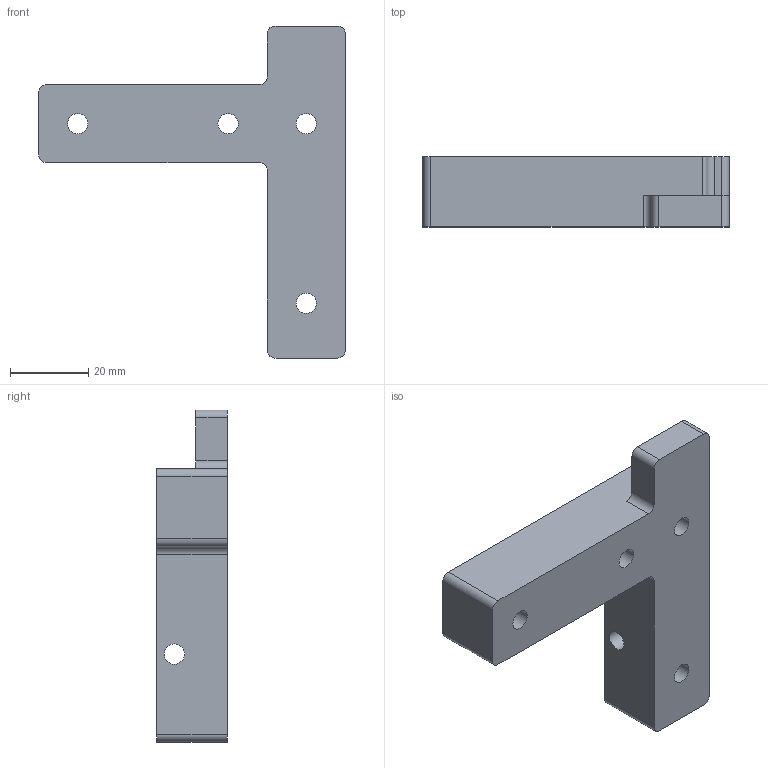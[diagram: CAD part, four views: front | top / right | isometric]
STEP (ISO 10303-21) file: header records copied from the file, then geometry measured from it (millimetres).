
FILE_DESCRIPTION(/* description */ (''),/* implementation_level */ '2;1');
FILE_NAME(/* name */ 'motor_corner_bracket_spacer_Right Motor Corner Bracket Spacer.stp',/* time_stamp */ '2024-05-23T00:06:41-07:00',/* author */ ('Micha'),/* organization */ (''),/* preprocessor_version */ 'ST-DEVELOPER v20',/* originating_system */ 'Autodesk Inventor 2024',/* authorisation */ '');
FILE_SCHEMA (('AUTOMOTIVE_DESIGN { 1 0 10303 214 3 1 1 }'));
Length unit declared in the file: millimetre
Products named in the file (1): motor_corner_bracket_spacer_Right Motor Corner Bracket Spacer
Bounding box: 78.5 x 18 x 85 mm (x, y, z)
Volume: 44871.1 mm3; surface area: 12812.1 mm2
Topology: 1 solids, 1 shells, 120 faces, 317 edges, 211 vertices
Faces by surface type: plane 70, bspline 29, cylinder 20, cone 1
Full cylindrical faces by diameter (mm): 2.6 x2, 5.2 x5, 7 x1
Entity records: 5395 total; most frequent: CARTESIAN_POINT 2510, ORIENTED_EDGE 634, DIRECTION 484, EDGE_CURVE 317, LINE 218, VECTOR 218, VERTEX_POINT 211, EDGE_LOOP 142
